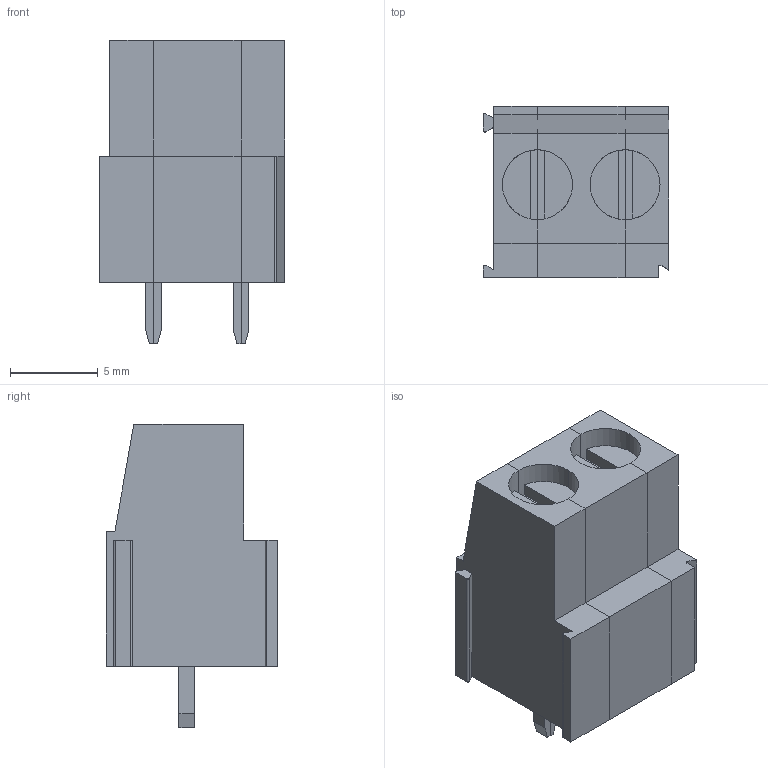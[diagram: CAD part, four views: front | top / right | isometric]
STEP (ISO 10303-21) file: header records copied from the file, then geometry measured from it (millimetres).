
FILE_DESCRIPTION(('HOOPS Exchange Step'),'2;1');
FILE_NAME('export-227AFF31-2397-4186-BAAD-29BC1142D0E2.stp','2021-01-12T15:01:39+01:00',('Engineering'),('Alibre'),'HOOPS Exchange 2020.1','Alibre','Unknown authorisation');
FILE_SCHEMA( ('AP242_MANAGED_MODEL_BASED_3D_ENGINEERING_MIM_LF {1 0 10303 442 1 1 4 }') );
Length unit declared in the file: millimetre
Products named in the file (4): 2002-2 Screw Terminal 2 pole RM 5.00mm; 2002-3 Screw Terminal 2 pole RM 5.00mm; 2002-1 Screw Terminal 2 pole RM 5.00mm; 2002 Screw Terminal 2 pole RM 5.00mm
Assembly tree (3 placements, depth 2):
  2002 Screw Terminal 2 pole RM 5.00mm
    2002-2 Screw Terminal 2 pole RM 5.00mm
    2002-3 Screw Terminal 2 pole RM 5.00mm
    2002-1 Screw Terminal 2 pole RM 5.00mm
Bounding box: 10.6 x 9.8 x 17.3 mm (x, y, z)
Volume: 1004.9 mm3; surface area: 1320.5 mm2
Topology: 3 solids, 3 shells, 146 faces, 412 edges, 272 vertices
Faces by surface type: plane 134, cylinder 12
Entity records: 4822 total; most frequent: CARTESIAN_POINT 841, ORIENTED_EDGE 824, DIRECTION 758, EDGE_CURVE 412, VECTOR 380, LINE 380, VERTEX_POINT 272, AXIS2_PLACEMENT_3D 189
